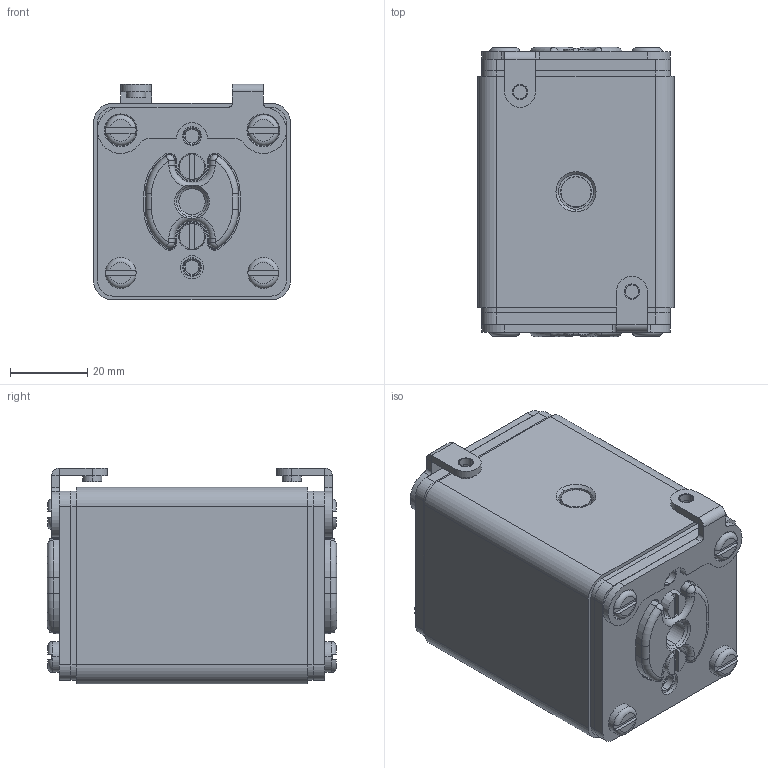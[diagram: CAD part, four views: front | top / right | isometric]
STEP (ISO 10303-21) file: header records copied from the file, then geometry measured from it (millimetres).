
FILE_DESCRIPTION((''),'2;1');
FILE_NAME('T1_ASM','2022-02-15T14:04:47',('marketing.praksa'),('Audax d.o.o.'),'CREO PARAMETRIC BY PTC INC, 2021304','CREO PARAMETRIC BY PTC INC, 2021304','');
FILE_SCHEMA(('AP242_MANAGED_MODEL_BASED_3D_ENGINEERING_MIM_LF { 1 0 10303 442 1 1 4 }'));
Length unit declared in the file: millimetre
Products named in the file (12): 0000030085_4_1; 0000066410_1_1; 0000056218_1_1; 0000030062_1_1; 0000011599_1_1; 0000037876_1_1; 0000015360_1_1; 0000069692_2_1_1; 0000069692_2_2_1; 0000069692_2_ASM_1_ASM; 0000037877_1_1; T1_ASM
Assembly tree (28 placements, depth 3):
  T1_ASM
    0000030085_4_1
    0000066410_1_1  x2
    0000056218_1_1  x2
    0000030062_1_1  x2
    0000011599_1_1  x4
    0000037876_1_1  x4
    0000015360_1_1  x8
    0000069692_2_ASM_1_ASM  x2
      0000069692_2_1_1
      0000069692_2_2_1
    0000037877_1_1
Bounding box: 51 x 75 x 56 mm (x, y, z)
Volume: 187813.2 mm3; surface area: 53282.7 mm2
Topology: 28 solids, 58 shells, 963 faces, 2426 edges, 1560 vertices
Faces by surface type: cylinder 438, plane 285, torus 120, cone 88, bspline 24, sphere 8
Entity records: 23976 total; most frequent: CARTESIAN_POINT 4999, DIRECTION 2740, ORIENTED_EDGE 2300, EDGE_CURVE 1194, AXIS2_PLACEMENT_3D 1137, PRESENTATION_STYLE_ASSIGNMENT 965, STYLED_ITEM 914, VERTEX_POINT 794
